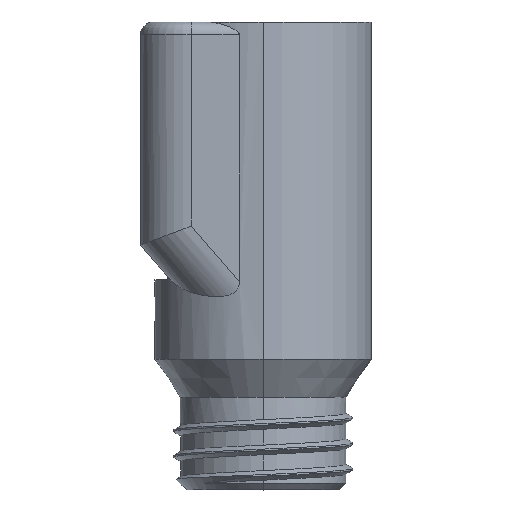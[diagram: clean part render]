
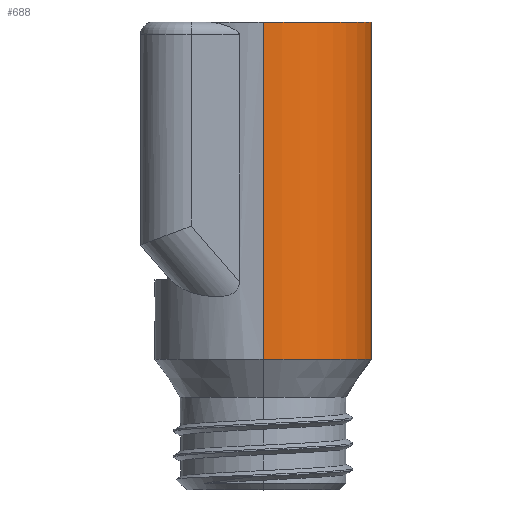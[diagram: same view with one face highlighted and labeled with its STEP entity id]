
A CAD part, top view. The second image highlights one B-rep face of the part: STEP entity #688.
In plain terms, the highlighted cylindrical face has radius 17 mm (diameter 34 mm), a partial arc.
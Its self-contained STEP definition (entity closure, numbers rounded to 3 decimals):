
#165 = DIRECTION ( 'NONE',  ( 0., -1., 0. ) ) ;
#193 = CARTESIAN_POINT ( 'NONE',  ( 0., 20.5, 0. ) ) ;
#194 = VECTOR ( 'NONE', #1284, 1000. ) ;
#688 = ADVANCED_FACE ( 'NONE', ( #3592 ), #2792, .T. ) ;
#1119 = VERTEX_POINT ( 'NONE', #5667 ) ;
#1164 = AXIS2_PLACEMENT_3D ( 'NONE', #193, #165, #3912 ) ;
#1284 = DIRECTION ( 'NONE',  ( 0., -1., 0. ) ) ;
#1420 = CARTESIAN_POINT ( 'NONE',  ( 0., 73.4, 0. ) ) ;
#1549 = CARTESIAN_POINT ( 'NONE',  ( 0., 20.5, -17. ) ) ;
#1609 = CARTESIAN_POINT ( 'NONE',  ( 0., 33., -17. ) ) ;
#1629 = ORIENTED_EDGE ( 'NONE', *, *, #5458, .F. ) ;
#1816 = DIRECTION ( 'NONE',  ( 0., -1., 0. ) ) ;
#1886 = DIRECTION ( 'NONE',  ( 0., 1., 0. ) ) ;
#1937 = VECTOR ( 'NONE', #3503, 1000. ) ;
#2058 = ORIENTED_EDGE ( 'NONE', *, *, #3671, .F. ) ;
#2420 = EDGE_CURVE ( 'NONE', #1119, #4925, #4160, .T. ) ;
#2448 = CIRCLE ( 'NONE', #1164, 17. ) ;
#2542 = AXIS2_PLACEMENT_3D ( 'NONE', #1420, #1886, #3316 ) ;
#2744 = VERTEX_POINT ( 'NONE', #3164 ) ;
#2792 = CYLINDRICAL_SURFACE ( 'NONE', #3353, 17. ) ;
#2835 = CARTESIAN_POINT ( 'NONE',  ( 0., 33., 17. ) ) ;
#3164 = CARTESIAN_POINT ( 'NONE',  ( 0., 73.4, -17. ) ) ;
#3316 = DIRECTION ( 'NONE',  ( 0., 0., 1. ) ) ;
#3353 = AXIS2_PLACEMENT_3D ( 'NONE', #6060, #1816, #5537 ) ;
#3503 = DIRECTION ( 'NONE',  ( 0., -1., 0. ) ) ;
#3592 = FACE_OUTER_BOUND ( 'NONE', #4106, .T. ) ;
#3620 = CIRCLE ( 'NONE', #2542, 17. ) ;
#3671 = EDGE_CURVE ( 'NONE', #5481, #4925, #2448, .T. ) ;
#3813 = ORIENTED_EDGE ( 'NONE', *, *, #5721, .F. ) ;
#3912 = DIRECTION ( 'NONE',  ( 0., 0., 1. ) ) ;
#3924 = ORIENTED_EDGE ( 'NONE', *, *, #2420, .T. ) ;
#4106 = EDGE_LOOP ( 'NONE', ( #3813, #3924, #2058, #1629 ) ) ;
#4160 = LINE ( 'NONE', #2835, #194 ) ;
#4925 = VERTEX_POINT ( 'NONE', #5325 ) ;
#5325 = CARTESIAN_POINT ( 'NONE',  ( 0., 20.5, 17. ) ) ;
#5458 = EDGE_CURVE ( 'NONE', #2744, #5481, #5821, .T. ) ;
#5481 = VERTEX_POINT ( 'NONE', #1549 ) ;
#5537 = DIRECTION ( 'NONE',  ( 0., 0., -1. ) ) ;
#5667 = CARTESIAN_POINT ( 'NONE',  ( 0., 73.4, 17. ) ) ;
#5721 = EDGE_CURVE ( 'NONE', #1119, #2744, #3620, .T. ) ;
#5821 = LINE ( 'NONE', #1609, #1937 ) ;
#6060 = CARTESIAN_POINT ( 'NONE',  ( 0., 33., 0. ) ) ;
